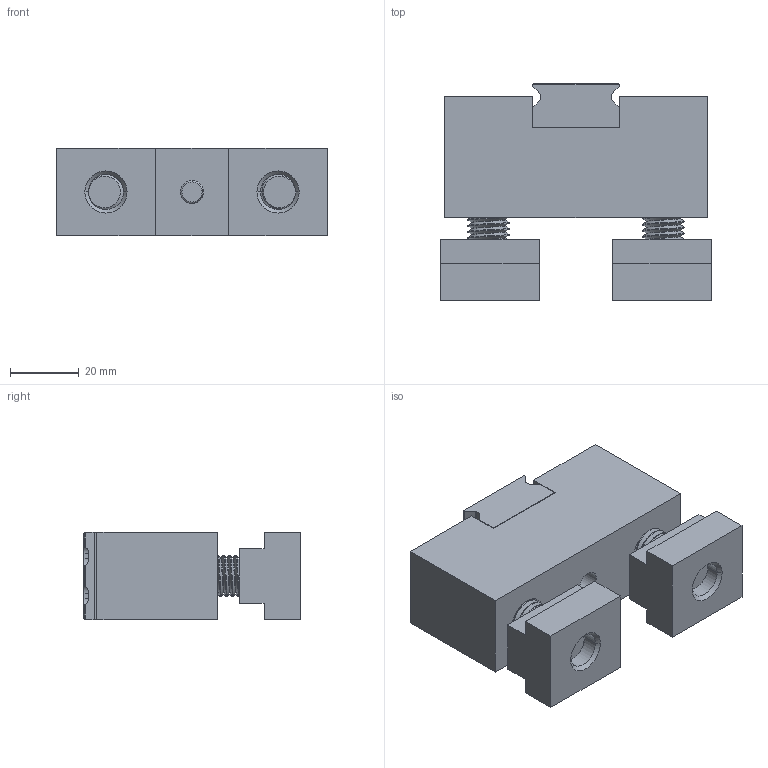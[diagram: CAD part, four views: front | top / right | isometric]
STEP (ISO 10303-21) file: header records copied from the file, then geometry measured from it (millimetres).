
FILE_DESCRIPTION (( 'STEP AP214' ), '1' );
FILE_NAME ('41135.STEP', '2021-09-21T18:22:06', ( '' ), ( '' ), 'SwSTEP 2.0', 'SolidWorks 2021', '' );
FILE_SCHEMA (( 'AUTOMOTIVE_DESIGN' ));
Length unit declared in the file: inch
Products named in the file (7): 321501_321501; M816MM SHCS_M816MM SHCS; T-Nuts (Te-Co) (Std Configured)_540161; 411351_413351; 33150_33150; 41135; M1240MM SHCS_M1240MM SHCS
Assembly tree (8 placements, depth 3):
  41135
    411351_413351
    33150_33150
      321501_321501
      M816MM SHCS_M816MM SHCS
    M1240MM SHCS_M1240MM SHCS  x2
    T-Nuts (Te-Co) (Std Configured)_540161  x2
Bounding box: 78.58 x 62.84 x 25.4 mm (x, y, z)
Volume: 85879.3 mm3; surface area: 33225.5 mm2
Topology: 7 solids, 7 shells, 449 faces, 1198 edges, 772 vertices
Faces by surface type: cylinder 275, plane 109, cone 59, bspline 6
Entity records: 13470 total; most frequent: CARTESIAN_POINT 6285, ORIENTED_EDGE 1656, DIRECTION 1250, EDGE_CURVE 828, VERTEX_POINT 532, AXIS2_PLACEMENT_3D 431, LINE 388, VECTOR 388
